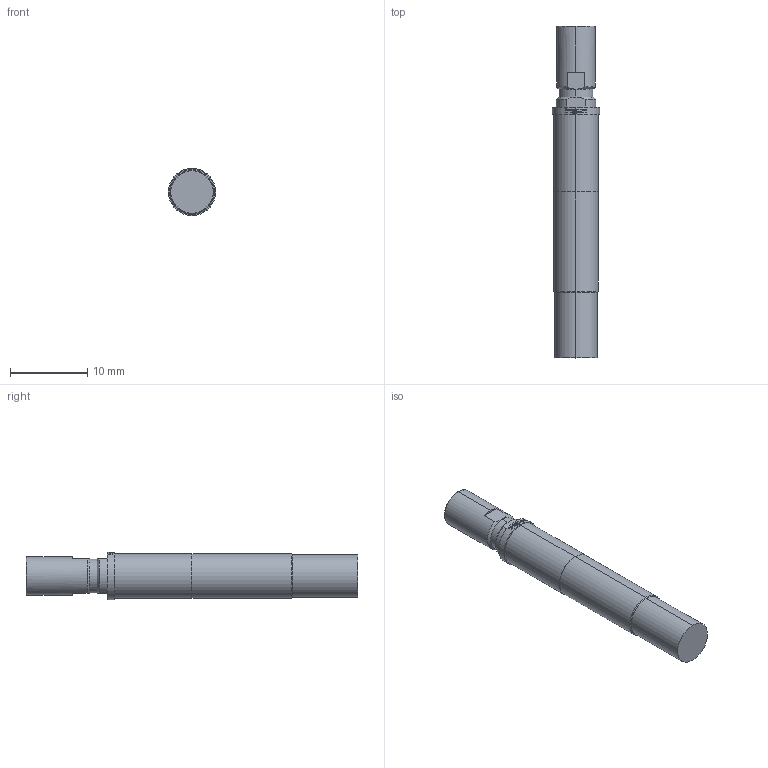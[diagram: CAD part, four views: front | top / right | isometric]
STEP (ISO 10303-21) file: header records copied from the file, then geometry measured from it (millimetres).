
FILE_DESCRIPTION (( 'STEP AP203' ), '1' );
FILE_NAME ('INGUN_HFS-858_303_074_A_xx43_MSMB.STEP', '2022-05-09T10:58:15', ( 'ochi' ), ( '' ), 'SwSTEP 2.0', 'SolidWorks 2018', '' );
FILE_SCHEMA (( 'CONFIG_CONTROL_DESIGN' ));
Length unit declared in the file: millimetre
Products named in the file (1): INGUN_HFS-858_303_074_A_xx43_MSMB
Bounding box: 6.1 x 43 x 6.1 mm (x, y, z)
Volume: 1000 mm3; surface area: 847 mm2
Topology: 1 solids, 1 shells, 127 faces, 312 edges, 199 vertices
Faces by surface type: plane 59, cylinder 30, bspline 22, cone 12, torus 4
Entity records: 4113 total; most frequent: CARTESIAN_POINT 1216, ORIENTED_EDGE 620, DIRECTION 526, EDGE_CURVE 310, AXIS2_PLACEMENT_3D 211, VERTEX_POINT 199, EDGE_LOOP 141, ADVANCED_FACE 127
